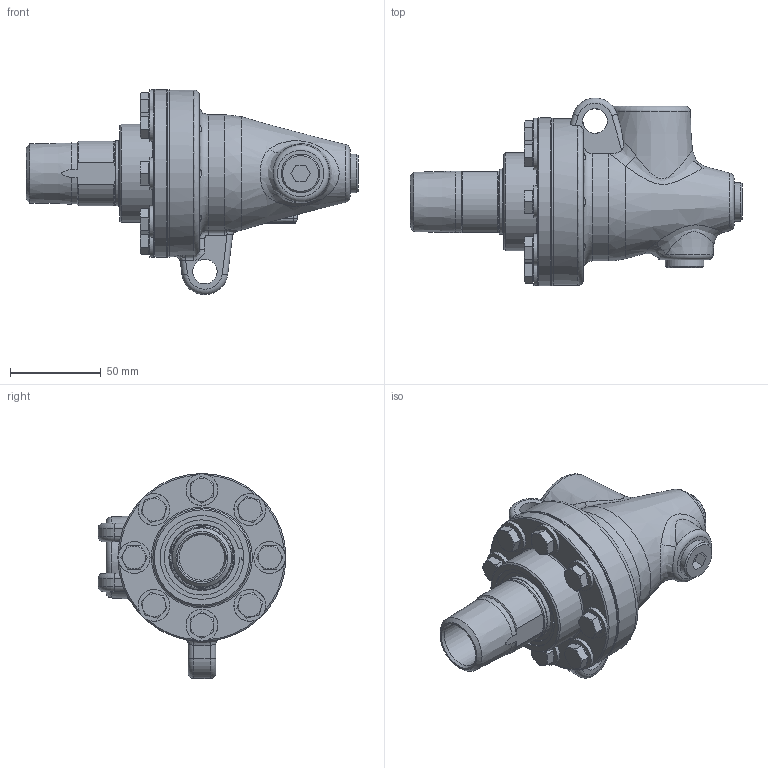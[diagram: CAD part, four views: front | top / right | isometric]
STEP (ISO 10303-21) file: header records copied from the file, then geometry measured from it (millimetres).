
FILE_DESCRIPTION(/* description */ (''),/* implementation_level */ '2;1');
FILE_NAME(/* name */ 'BC-54100-16-21-IC.stp',/* time_stamp */ '2020-05-19T14:40:01-05:00',/* author */ ('dyurkovich'),/* organization */ (''),/* preprocessor_version */ 'ST-DEVELOPER v18',/* originating_system */ 'Autodesk Inventor 2020',/* authorisation */ '');
FILE_SCHEMA (('AUTOMOTIVE_DESIGN { 1 0 10303 214 3 1 1 }'));
Length unit declared in the file: millimetre
Products named in the file (1): BC-54100-16-21-IC
Bounding box: 182.77 x 103.41 x 112.9 mm (x, y, z)
Volume: 469588.9 mm3; surface area: 67323.3 mm2
Topology: 1 solids, 10 shells, 981 faces, 2491 edges, 1619 vertices
Faces by surface type: plane 540, bspline 228, cylinder 111, cone 77, torus 21, sphere 4
Full cylindrical faces by diameter (mm): 6.401 x8, 7.938 x8, 8.4 x8, 8.6 x8, 8.738 x8, 12.7 x8, 13.5 x3, 17.475 x8, 25 x1, 29 x1, 35.8 x1, 36.35 x1, 46.1 x2, 47.4 x1, 54 x1, 91.9 x1, 92.2 x1, 92.5 x1
Entity records: 35663 total; most frequent: CARTESIAN_POINT 12354, ORIENTED_EDGE 4980, DIRECTION 3978, EDGE_CURVE 2490, VERTEX_POINT 1619, LINE 1348, VECTOR 1348, AXIS2_PLACEMENT_3D 1315
